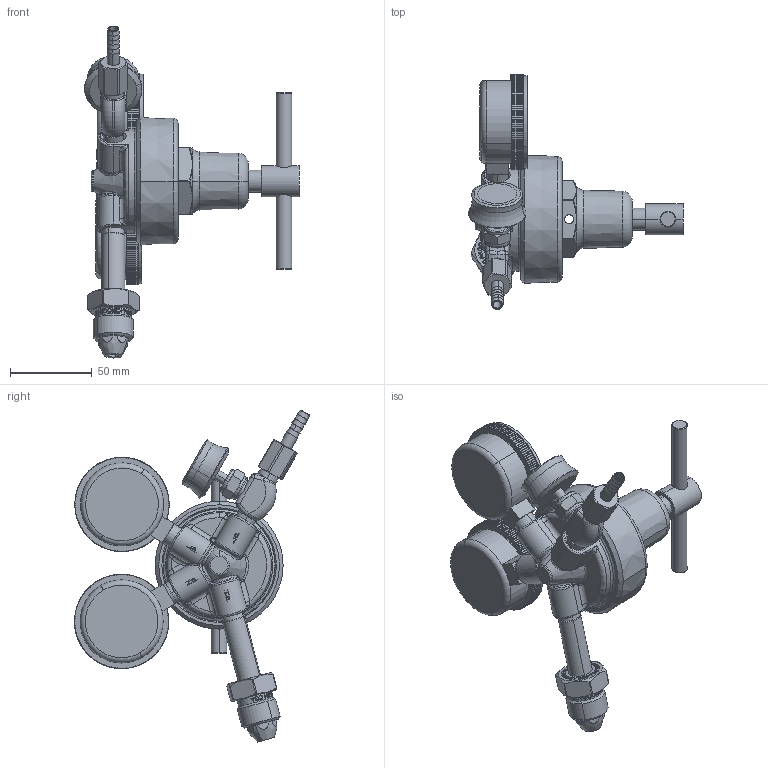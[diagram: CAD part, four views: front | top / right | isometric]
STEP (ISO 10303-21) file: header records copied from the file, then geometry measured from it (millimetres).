
FILE_DESCRIPTION((''),'2;1');
FILE_NAME('MREG-4430-XX_ASM','2020-05-28T10:49:04',('DLachman'),('MATHESON TRI-GAS'),'CREO PARAMETRIC BY PTC INC, 2018260','CREO PARAMETRIC BY PTC INC, 2018260','');
FILE_SCHEMA(('CONFIG_CONTROL_DESIGN'));
Length unit declared in the file: inch
Products named in the file (28): 2-IN-GAGE-1_2INGAGELENS-1-SOLID; 2-IN-GAGE-1_2INCH-GAUGENEEDLE-1; 2-IN-GAGE-1_2INGAGECASE-1-SOLID; 9006131_ASM; 9006889_1; 8802938; 2INGAGELENS-1-SOLID1; 2INGAGECASE-9006135-1-SOLID1; DIALFACE-9006135-1-SOLID1_1; 2INCH-GAUGENEEDLE-1-SOLID1; 9006135_1_ASM; 8803799; 8808310; 8803870; 8803800; 9101132_ASM; 9001337; 9001335; 9100186_ASM; 9100412-KNOB-1-SOLID1_1; 9100412-PLATE-1-SOLID1_1; 9100412-STEM-1-SOLID1_1; 9100-VALVE; 9100412_1_ASM; 9005109_1_2; 9003048_1_2; 9000805_1; MREG-4430-XX_ASM
Assembly tree (27 placements, depth 3):
  MREG-4430-XX_ASM
    9006131_ASM
      2-IN-GAGE-1_2INGAGELENS-1-SOLID
      2-IN-GAGE-1_2INCH-GAUGENEEDLE-1
      2-IN-GAGE-1_2INGAGECASE-1-SOLID
    9006889_1
    8802938
    9006135_1_ASM
      2INGAGELENS-1-SOLID1
      2INGAGECASE-9006135-1-SOLID1
      DIALFACE-9006135-1-SOLID1_1
      2INCH-GAUGENEEDLE-1-SOLID1
    9101132_ASM
      8803799
      8808310
      8803870
      8803800
    9100186_ASM
      9001337
      9001335
    9100412_1_ASM
      9100412-KNOB-1-SOLID1_1
      9100412-PLATE-1-SOLID1_1
      9100412-STEM-1-SOLID1_1
      9100-VALVE
    9005109_1_2
    9003048_1_2
    9000805_1
Bounding box: 131.4 x 143.66 x 202.94 mm (x, y, z)
Volume: 263207.7 mm3; surface area: 118803.2 mm2
Topology: 22 solids, 22 shells, 2963 faces, 8883 edges, 6251 vertices
Faces by surface type: plane 1530, cylinder 568, extrusion 261, bspline 259, cone 221, torus 100, sphere 24
Entity records: 143561 total; most frequent: CARTESIAN_POINT 65275, ORIENTED_EDGE 17704, DIRECTION 13816, EDGE_CURVE 8852, VERTEX_POINT 6251, VECTOR 5188, LINE 4927, AXIS2_PLACEMENT_3D 4314
